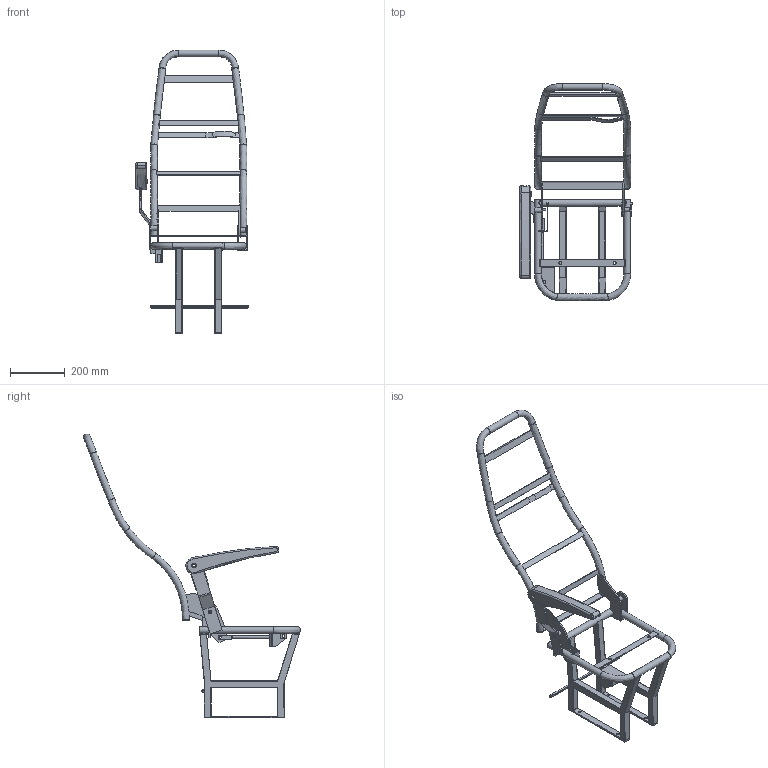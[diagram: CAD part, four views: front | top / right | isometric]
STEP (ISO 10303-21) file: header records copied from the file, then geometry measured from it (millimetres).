
FILE_DESCRIPTION(/* description */ (''),/* implementation_level */ '2;1');
FILE_NAME(/* name */ 'single seat stp.stp',/* time_stamp */ '2024-09-13T14:29:54+06:00',/* author */ (''),/* organization */ (''),/* preprocessor_version */ 'ST-DEVELOPER v16.7',/* originating_system */ 'SIEMENS PLM Software NX 12.0',/* authorisation */ '');
FILE_SCHEMA (('AUTOMOTIVE_DESIGN { 1 0 10303 214 3 1 1 1 }'));
Length unit declared in the file: millimetre
Products named in the file (11): HAND REST; HAND REST CONNECTING  HINGE; PUSH MECHANISM SPACER CUBE_55427ID; PUSH MECHANISM PUSH ROD; PUSH MECHANISM CONNECTION PLATE_55425ID; SINGLE SEAT LEG REST; SINGLE SEAT RIGHT SIDE BUSH PIN_55424ID; SINGLE SEAT LEFT SIDE BUSH PIN_55428ID; back seat rest right side part; SINGLE SEAT LOWER PART; SINGLE SEAT ASSEMBLY
Assembly tree (10 placements, depth 2):
  SINGLE SEAT ASSEMBLY
    SINGLE SEAT LOWER PART
    back seat rest right side part
    SINGLE SEAT LEFT SIDE BUSH PIN_55428ID
    SINGLE SEAT RIGHT SIDE BUSH PIN_55424ID
    SINGLE SEAT LEG REST
    PUSH MECHANISM CONNECTION PLATE_55425ID
    PUSH MECHANISM PUSH ROD
    PUSH MECHANISM SPACER CUBE_55427ID
    HAND REST CONNECTING  HINGE
    HAND REST
Bounding box: 415.1 x 794.24 x 1040.15 mm (x, y, z)
Volume: 1849549 mm3; surface area: 1120146.2 mm2
Topology: 10 solids, 16 shells, 468 faces, 1236 edges, 791 vertices
Faces by surface type: plane 217, cylinder 138, bspline 78, torus 30, extrusion 4, sphere 1
Full cylindrical faces by diameter (mm): 5 x2, 10 x20, 12 x2, 15 x2, 17 x4, 21 x1, 21.9 x1, 22 x2, 24.9 x1, 25 x3
Entity records: 31987 total; most frequent: CARTESIAN_POINT 21144, ORIENTED_EDGE 2234, DIRECTION 1995, EDGE_CURVE 1117, VERTEX_POINT 750, AXIS2_PLACEMENT_3D 736, EDGE_LOOP 617, VECTOR 523
